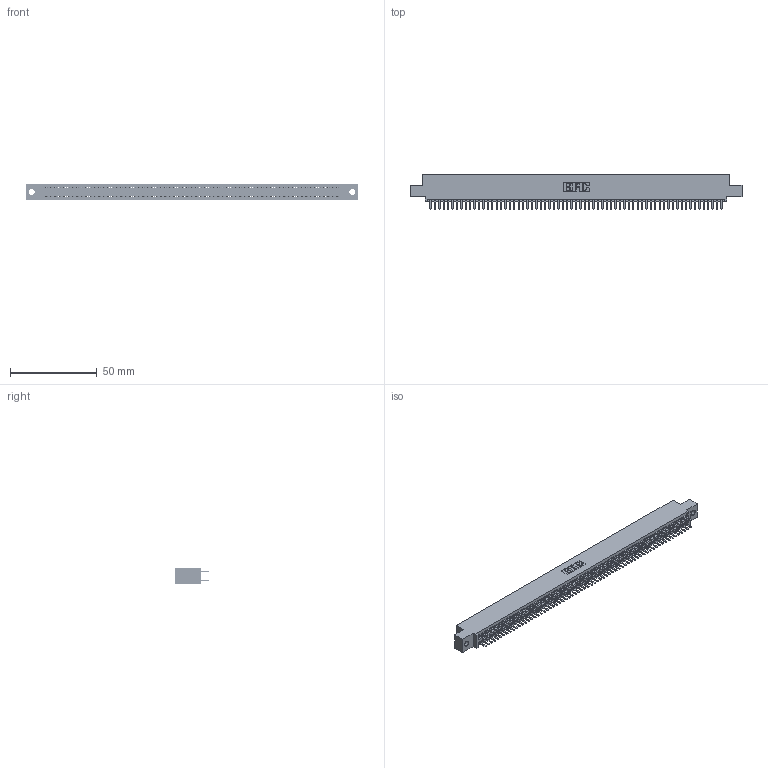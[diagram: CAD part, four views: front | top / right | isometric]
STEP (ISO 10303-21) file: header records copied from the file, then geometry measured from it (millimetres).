
FILE_DESCRIPTION (( 'STEP AP203' ), '1' );
FILE_NAME ('345-134-520-502.STEP', '2019-11-08T00:23:31', ( '' ), ( '' ), 'SwSTEP 2.0', 'SolidWorks 2016', '' );
FILE_SCHEMA (( 'CONFIG_CONTROL_DESIGN' ));
Products named in the file (3): 345 Part_0.110 Offset - 0.128 Dia; 345-134-520-502; 345-292-001_345-293-120
Assembly tree (135 placements, depth 2):
  345-134-520-502
    345 Part_0.110 Offset - 0.128 Dia
    345-292-001_345-293-120  x134
Bounding box: 191.39 x 19.68 x 9.4 mm (x, y, z)
Volume: 18654.8 mm3; surface area: 27754 mm2
Topology: 135 solids, 135 shells, 7366 faces, 21391 edges, 13902 vertices
Faces by surface type: plane 4774, cylinder 2592
Entity records: 49453 total; most frequent: CARTESIAN_POINT 8280, ORIENTED_EDGE 8202, DIRECTION 7257, EDGE_CURVE 4101, VECTOR 3697, LINE 3697, VERTEX_POINT 2730, AXIS2_PLACEMENT_3D 1780
